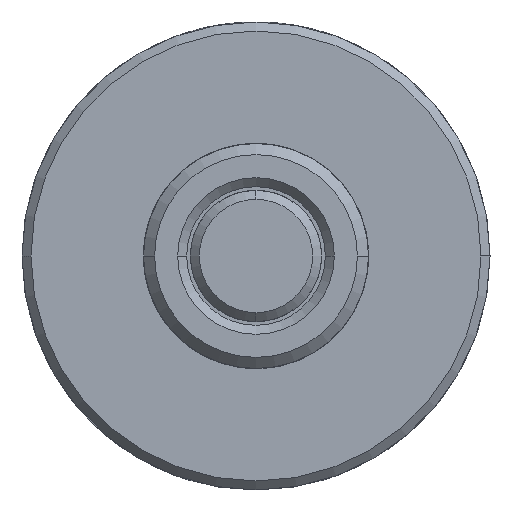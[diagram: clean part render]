
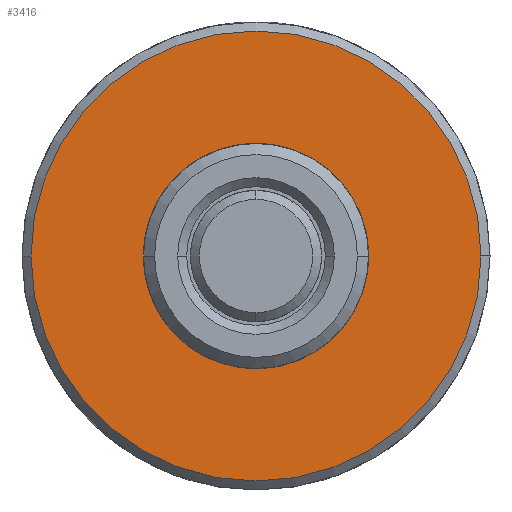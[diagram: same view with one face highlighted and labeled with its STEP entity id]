
A CAD part, left-side view. The second image highlights one B-rep face of the part: STEP entity #3416.
In plain terms, the highlighted planar face has unit normal (-1, 0, 0).
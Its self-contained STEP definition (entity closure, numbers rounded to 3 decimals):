
#8 = CARTESIAN_POINT ( 'NONE',  ( 16.764, 0., 9.493 ) ) ;
#23 = CIRCLE ( 'NONE', #2153, 19.05 ) ;
#154 = DIRECTION ( 'NONE',  ( 0., 0., -1. ) ) ;
#164 = AXIS2_PLACEMENT_3D ( 'NONE', #2364, #2048, #154 ) ;
#323 = DIRECTION ( 'NONE',  ( 0., 0., -1. ) ) ;
#426 = DIRECTION ( 'NONE',  ( 0., 0., -1. ) ) ;
#485 = CARTESIAN_POINT ( 'NONE',  ( 16.764, 0., -19.05 ) ) ;
#566 = VERTEX_POINT ( 'NONE', #2603 ) ;
#632 = EDGE_LOOP ( 'NONE', ( #2002, #1212 ) ) ;
#658 = CARTESIAN_POINT ( 'NONE',  ( 16.764, 0., 0. ) ) ;
#1171 = AXIS2_PLACEMENT_3D ( 'NONE', #658, #4102, #323 ) ;
#1200 = AXIS2_PLACEMENT_3D ( 'NONE', #3280, #3950, #426 ) ;
#1212 = ORIENTED_EDGE ( 'NONE', *, *, #3739, .T. ) ;
#1329 = VERTEX_POINT ( 'NONE', #8 ) ;
#1361 = CIRCLE ( 'NONE', #1171, 9.493 ) ;
#1589 = EDGE_CURVE ( 'NONE', #3925, #1918, #3315, .T. ) ;
#1918 = VERTEX_POINT ( 'NONE', #485 ) ;
#2002 = ORIENTED_EDGE ( 'NONE', *, *, #2010, .T. ) ;
#2010 = EDGE_CURVE ( 'NONE', #566, #1329, #2960, .T. ) ;
#2033 = CARTESIAN_POINT ( 'NONE',  ( 16.764, 0., 0. ) ) ;
#2048 = DIRECTION ( 'NONE',  ( 1., 0., 0. ) ) ;
#2153 = AXIS2_PLACEMENT_3D ( 'NONE', #3029, #2811, #3121 ) ;
#2364 = CARTESIAN_POINT ( 'NONE',  ( 16.764, 0., 0. ) ) ;
#2603 = CARTESIAN_POINT ( 'NONE',  ( 16.764, 0., -9.493 ) ) ;
#2638 = DIRECTION ( 'NONE',  ( 0., 0., -1. ) ) ;
#2674 = DIRECTION ( 'NONE',  ( 1., 0., 0. ) ) ;
#2811 = DIRECTION ( 'NONE',  ( 1., 0., 0. ) ) ;
#2960 = CIRCLE ( 'NONE', #164, 9.493 ) ;
#3029 = CARTESIAN_POINT ( 'NONE',  ( 16.764, 0., 0. ) ) ;
#3031 = ORIENTED_EDGE ( 'NONE', *, *, #3625, .F. ) ;
#3090 = AXIS2_PLACEMENT_3D ( 'NONE', #2033, #2674, #2638 ) ;
#3121 = DIRECTION ( 'NONE',  ( 0., 0., -1. ) ) ;
#3249 = CARTESIAN_POINT ( 'NONE',  ( 16.764, 0., 19.05 ) ) ;
#3275 = EDGE_LOOP ( 'NONE', ( #3630, #3031 ) ) ;
#3280 = CARTESIAN_POINT ( 'NONE',  ( 16.764, 0., 0. ) ) ;
#3315 = CIRCLE ( 'NONE', #1200, 19.05 ) ;
#3416 = ADVANCED_FACE ( 'NONE', ( #3930, #3635 ), #3657, .F. ) ;
#3625 = EDGE_CURVE ( 'NONE', #1918, #3925, #23, .T. ) ;
#3630 = ORIENTED_EDGE ( 'NONE', *, *, #1589, .F. ) ;
#3635 = FACE_BOUND ( 'NONE', #632, .T. ) ;
#3657 = PLANE ( 'NONE',  #3090 ) ;
#3739 = EDGE_CURVE ( 'NONE', #1329, #566, #1361, .T. ) ;
#3925 = VERTEX_POINT ( 'NONE', #3249 ) ;
#3930 = FACE_OUTER_BOUND ( 'NONE', #3275, .T. ) ;
#3950 = DIRECTION ( 'NONE',  ( 1., 0., 0. ) ) ;
#4102 = DIRECTION ( 'NONE',  ( 1., 0., 0. ) ) ;
